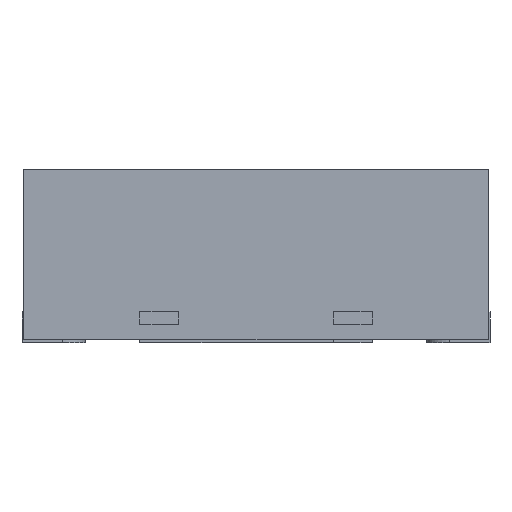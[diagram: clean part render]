
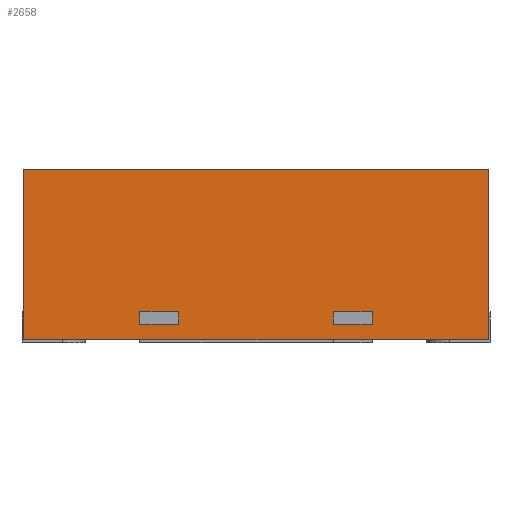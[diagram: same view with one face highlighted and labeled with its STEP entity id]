
A CAD part, left-side view. The second image highlights one B-rep face of the part: STEP entity #2658.
In plain terms, the highlighted planar face has unit normal (-1, 0, 0).
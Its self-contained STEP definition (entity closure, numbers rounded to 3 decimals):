
#2658=ADVANCED_FACE('',(#5681,#5683,#5685),#5687,.T.);
#5681=FACE_BOUND('',#5682,.T.);
#5682=EDGE_LOOP('',(#8779,#8780,#8781,#8782));
#5683=FACE_BOUND('',#5684,.T.);
#5684=EDGE_LOOP('',(#8783,#8784,#8785,#8786));
#5685=FACE_BOUND('',#5686,.T.);
#5686=EDGE_LOOP('',(#8787,#8788,#8789,#8790));
#5687=PLANE('',#5688);
#5688=AXIS2_PLACEMENT_3D('',#5689,#5690,#5691);
#5689=CARTESIAN_POINT('',(-1.5,1.5,0.02));
#5690=DIRECTION('',(-1.,0.,0.));
#5691=DIRECTION('',(0.,-1.,0.));
#8779=ORIENTED_EDGE('',*,*,#10580,.T.);
#8780=ORIENTED_EDGE('',*,*,#10581,.T.);
#8781=ORIENTED_EDGE('',*,*,#9721,.F.);
#8782=ORIENTED_EDGE('',*,*,#10571,.F.);
#8783=ORIENTED_EDGE('',*,*,#10582,.T.);
#8784=ORIENTED_EDGE('',*,*,#10583,.T.);
#8785=ORIENTED_EDGE('',*,*,#10584,.T.);
#8786=ORIENTED_EDGE('',*,*,#10585,.T.);
#8787=ORIENTED_EDGE('',*,*,#10586,.T.);
#8788=ORIENTED_EDGE('',*,*,#10587,.T.);
#8789=ORIENTED_EDGE('',*,*,#10588,.T.);
#8790=ORIENTED_EDGE('',*,*,#10589,.T.);
#9721=EDGE_CURVE('',#10941,#10943,#10944,.T.);
#10571=EDGE_CURVE('',#12356,#10941,#12358,.T.);
#10580=EDGE_CURVE('',#12356,#12374,#12375,.T.);
#10581=EDGE_CURVE('',#12374,#10943,#12376,.T.);
#10582=EDGE_CURVE('',#12377,#12378,#12379,.T.);
#10583=EDGE_CURVE('',#12378,#12380,#12381,.T.);
#10584=EDGE_CURVE('',#12380,#12382,#12383,.T.);
#10585=EDGE_CURVE('',#12382,#12377,#12384,.F.);
#10586=EDGE_CURVE('',#12385,#12386,#12387,.T.);
#10587=EDGE_CURVE('',#12386,#12388,#12389,.F.);
#10588=EDGE_CURVE('',#12388,#12390,#12391,.T.);
#10589=EDGE_CURVE('',#12390,#12385,#12392,.T.);
#10941=VERTEX_POINT('',#12983);
#10943=VERTEX_POINT('',#12987);
#10944=LINE('',#12988,#12989);
#12356=VERTEX_POINT('',#16102);
#12358=LINE('',#16106,#16107);
#12374=VERTEX_POINT('',#16140);
#12375=LINE('',#16141,#16142);
#12376=LINE('',#16144,#16145);
#12377=VERTEX_POINT('',#16147);
#12378=VERTEX_POINT('',#16148);
#12379=LINE('',#16149,#16150);
#12380=VERTEX_POINT('',#16152);
#12381=LINE('',#16153,#16154);
#12382=VERTEX_POINT('',#16156);
#12383=LINE('',#16157,#16158);
#12384=LINE('',#16160,#16161);
#12385=VERTEX_POINT('',#16163);
#12386=VERTEX_POINT('',#16164);
#12387=LINE('',#16165,#16166);
#12388=VERTEX_POINT('',#16168);
#12389=LINE('',#16169,#16170);
#12390=VERTEX_POINT('',#16172);
#12391=LINE('',#16173,#16174);
#12392=LINE('',#16176,#16177);
#12983=CARTESIAN_POINT('',(-1.5,1.5,1.12));
#12987=CARTESIAN_POINT('',(-1.5,-1.5,1.12));
#12988=CARTESIAN_POINT('',(-1.5,1.5,1.12));
#12989=VECTOR('',#12990,1.);
#12990=DIRECTION('',(0.,-1.,0.));
#16102=CARTESIAN_POINT('',(-1.5,1.5,0.02));
#16106=CARTESIAN_POINT('',(-1.5,1.5,0.02));
#16107=VECTOR('',#16108,1.);
#16108=DIRECTION('',(0.,0.,1.));
#16140=CARTESIAN_POINT('',(-1.5,-1.5,0.02));
#16141=CARTESIAN_POINT('',(-1.5,1.5,0.02));
#16142=VECTOR('',#16143,1.);
#16143=DIRECTION('',(0.,-1.,0.));
#16144=CARTESIAN_POINT('',(-1.5,-1.5,0.02));
#16145=VECTOR('',#16146,1.);
#16146=DIRECTION('',(0.,0.,1.));
#16147=CARTESIAN_POINT('',(-1.5,0.75,0.12));
#16148=CARTESIAN_POINT('',(-1.5,0.75,0.2));
#16149=CARTESIAN_POINT('',(-1.5,0.75,0.12));
#16150=VECTOR('',#16151,1.);
#16151=DIRECTION('',(0.,0.,1.));
#16152=CARTESIAN_POINT('',(-1.5,0.5,0.2));
#16153=CARTESIAN_POINT('',(-1.5,0.75,0.2));
#16154=VECTOR('',#16155,1.);
#16155=DIRECTION('',(0.,-1.,0.));
#16156=CARTESIAN_POINT('',(-1.5,0.5,0.12));
#16157=CARTESIAN_POINT('',(-1.5,0.5,0.2));
#16158=VECTOR('',#16159,1.);
#16159=DIRECTION('',(0.,0.,-1.));
#16160=CARTESIAN_POINT('',(-1.5,0.75,0.12));
#16161=VECTOR('',#16162,1.);
#16162=DIRECTION('',(0.,-1.,0.));
#16163=CARTESIAN_POINT('',(-1.5,-0.75,0.2));
#16164=CARTESIAN_POINT('',(-1.5,-0.75,0.12));
#16165=CARTESIAN_POINT('',(-1.5,-0.75,0.2));
#16166=VECTOR('',#16167,1.);
#16167=DIRECTION('',(0.,0.,-1.));
#16168=CARTESIAN_POINT('',(-1.5,-0.5,0.12));
#16169=CARTESIAN_POINT('',(-1.5,-0.5,0.12));
#16170=VECTOR('',#16171,1.);
#16171=DIRECTION('',(0.,-1.,0.));
#16172=CARTESIAN_POINT('',(-1.5,-0.5,0.2));
#16173=CARTESIAN_POINT('',(-1.5,-0.5,0.12));
#16174=VECTOR('',#16175,1.);
#16175=DIRECTION('',(0.,0.,1.));
#16176=CARTESIAN_POINT('',(-1.5,-0.5,0.2));
#16177=VECTOR('',#16178,1.);
#16178=DIRECTION('',(0.,-1.,0.));
